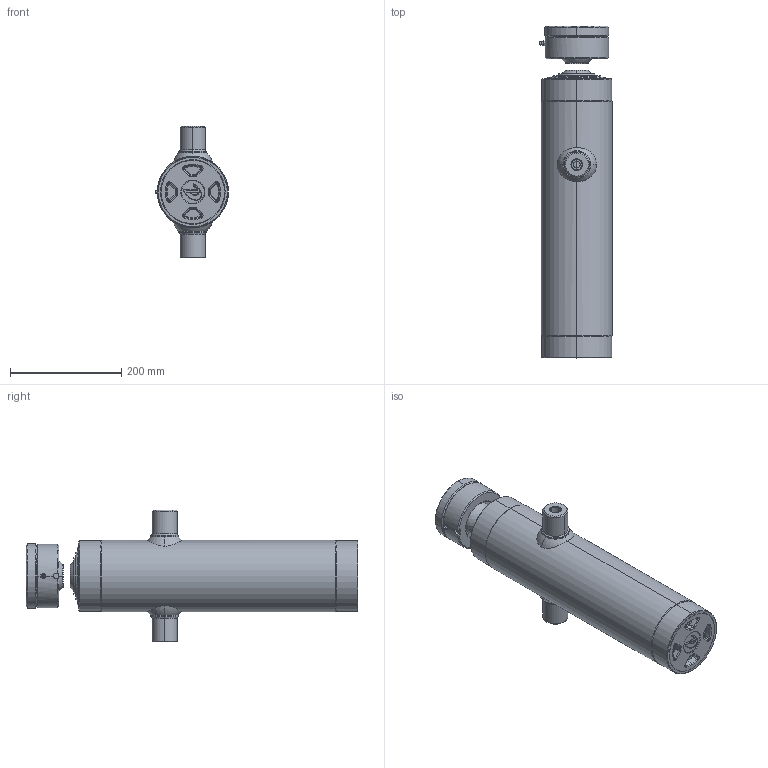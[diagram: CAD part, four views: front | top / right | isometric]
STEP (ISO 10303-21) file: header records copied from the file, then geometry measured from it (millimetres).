
FILE_DESCRIPTION (( 'STEP AP203' ), '1' );
FILE_NAME ('311.IR.STEP', '2023-09-13T07:24:56', ( '' ), ( '' ), 'SwSTEP 2.0', 'SolidWorks 2021', '' );
FILE_SCHEMA (( 'CONFIG_CONTROL_DESIGN' ));
Length unit declared in the file: millimetre
Products named in the file (1): 311.IR
Bounding box: 131 x 596 x 237 mm (x, y, z)
Surface area: 672721.6 mm2 (no closed solid volume)
Topology: 0 solids, 19 shells, 269 faces, 730 edges, 464 vertices
Faces by surface type: torus 78, cone 73, cylinder 64, plane 44, bspline 7, sphere 3
Entity records: 10114 total; most frequent: CARTESIAN_POINT 3251, DIRECTION 1612, ORIENTED_EDGE 1227, EDGE_CURVE 723, AXIS2_PLACEMENT_3D 687, VERTEX_POINT 460, CIRCLE 424, EDGE_LOOP 286
